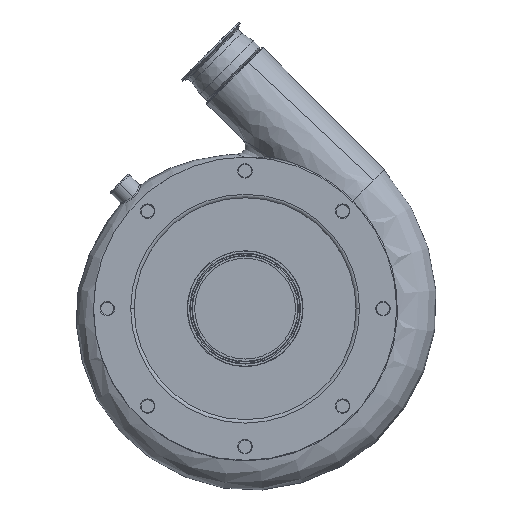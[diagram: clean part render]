
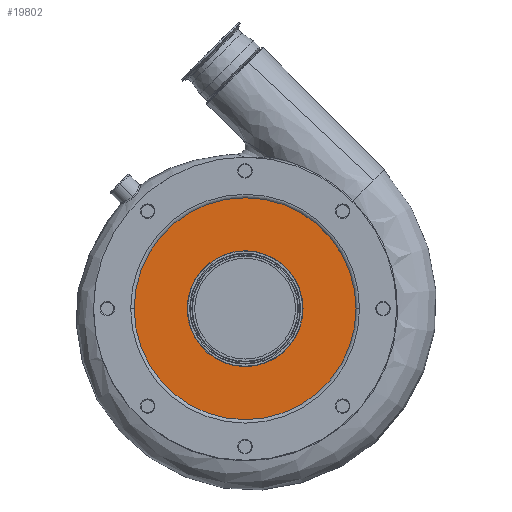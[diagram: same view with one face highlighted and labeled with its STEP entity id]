
A CAD part, top view. The second image highlights one B-rep face of the part: STEP entity #19802.
In plain terms, the highlighted planar face has unit normal (0, 0, 1).
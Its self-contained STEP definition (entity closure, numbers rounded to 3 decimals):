
#269 = EDGE_LOOP ( 'NONE', ( #15553, #20095 ) ) ;
#706 = DIRECTION ( 'NONE',  ( 0., 0., 1. ) ) ;
#780 = DIRECTION ( 'NONE',  ( -1., 0., 0. ) ) ;
#841 = PLANE ( 'NONE',  #3487 ) ;
#1498 = DIRECTION ( 'NONE',  ( -1., 0., 0. ) ) ;
#2287 = ORIENTED_EDGE ( 'NONE', *, *, #9202, .T. ) ;
#2436 = EDGE_LOOP ( 'NONE', ( #2287, #21680 ) ) ;
#2964 = DIRECTION ( 'NONE',  ( 0., 0., 1. ) ) ;
#3487 = AXIS2_PLACEMENT_3D ( 'NONE', #15185, #706, #9037 ) ;
#3562 = CARTESIAN_POINT ( 'NONE',  ( 0., 0., 435. ) ) ;
#3654 = CIRCLE ( 'NONE', #22409, 160.956 ) ;
#4512 = DIRECTION ( 'NONE',  ( 1., 0., 0. ) ) ;
#5169 = EDGE_CURVE ( 'NONE', #15705, #9224, #26817, .T. ) ;
#9037 = DIRECTION ( 'NONE',  ( 1., 0., 0. ) ) ;
#9202 = EDGE_CURVE ( 'NONE', #19708, #22967, #19117, .T. ) ;
#9224 = VERTEX_POINT ( 'NONE', #19621 ) ;
#10396 = CARTESIAN_POINT ( 'NONE',  ( -83.985, 0., 435. ) ) ;
#11277 = AXIS2_PLACEMENT_3D ( 'NONE', #11307, #2964, #780 ) ;
#11307 = CARTESIAN_POINT ( 'NONE',  ( 0., 0., 435. ) ) ;
#11905 = CARTESIAN_POINT ( 'NONE',  ( 0., 0., 435. ) ) ;
#15185 = CARTESIAN_POINT ( 'NONE',  ( 0., 0., 435. ) ) ;
#15506 = AXIS2_PLACEMENT_3D ( 'NONE', #17069, #21174, #4512 ) ;
#15553 = ORIENTED_EDGE ( 'NONE', *, *, #5169, .T. ) ;
#15705 = VERTEX_POINT ( 'NONE', #10396 ) ;
#15850 = CIRCLE ( 'NONE', #16298, 83.985 ) ;
#16298 = AXIS2_PLACEMENT_3D ( 'NONE', #3562, #22268, #24431 ) ;
#16994 = CARTESIAN_POINT ( 'NONE',  ( -160.956, 0., 435. ) ) ;
#17069 = CARTESIAN_POINT ( 'NONE',  ( 0., 0., 435. ) ) ;
#19117 = CIRCLE ( 'NONE', #11277, 160.956 ) ;
#19413 = FACE_OUTER_BOUND ( 'NONE', #2436, .T. ) ;
#19621 = CARTESIAN_POINT ( 'NONE',  ( 83.985, 0., 435. ) ) ;
#19708 = VERTEX_POINT ( 'NONE', #25287 ) ;
#19802 = ADVANCED_FACE ( 'NONE', ( #19413, #23781 ), #841, .T. ) ;
#20095 = ORIENTED_EDGE ( 'NONE', *, *, #24643, .T. ) ;
#21174 = DIRECTION ( 'NONE',  ( 0., 0., -1. ) ) ;
#21680 = ORIENTED_EDGE ( 'NONE', *, *, #24666, .T. ) ;
#22268 = DIRECTION ( 'NONE',  ( 0., 0., -1. ) ) ;
#22409 = AXIS2_PLACEMENT_3D ( 'NONE', #11905, #26893, #1498 ) ;
#22967 = VERTEX_POINT ( 'NONE', #16994 ) ;
#23781 = FACE_BOUND ( 'NONE', #269, .T. ) ;
#24431 = DIRECTION ( 'NONE',  ( 1., 0., 0. ) ) ;
#24643 = EDGE_CURVE ( 'NONE', #9224, #15705, #15850, .T. ) ;
#24666 = EDGE_CURVE ( 'NONE', #22967, #19708, #3654, .T. ) ;
#25287 = CARTESIAN_POINT ( 'NONE',  ( 160.956, 0., 435. ) ) ;
#26817 = CIRCLE ( 'NONE', #15506, 83.985 ) ;
#26893 = DIRECTION ( 'NONE',  ( 0., 0., 1. ) ) ;
